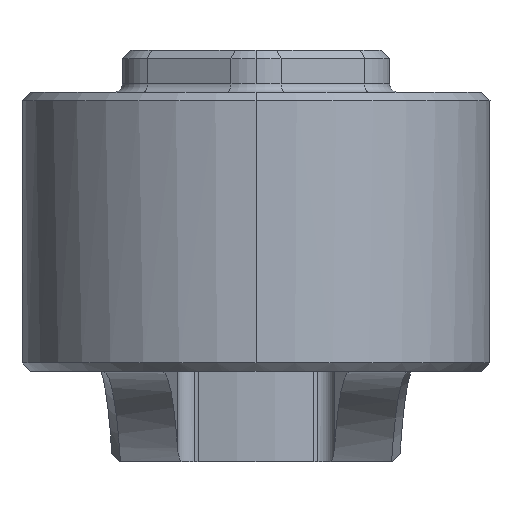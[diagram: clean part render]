
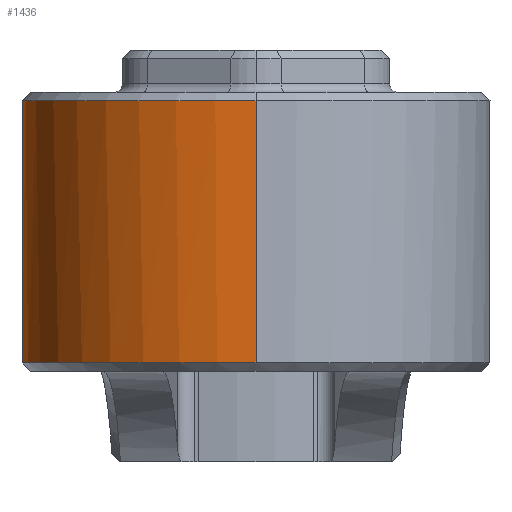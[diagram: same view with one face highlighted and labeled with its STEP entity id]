
A CAD part, left-side view. The second image highlights one B-rep face of the part: STEP entity #1436.
In plain terms, the highlighted cylindrical face has radius 14 mm (diameter 28 mm), a partial arc.
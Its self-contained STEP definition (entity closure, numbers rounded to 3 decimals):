
#180 = VERTEX_POINT ( 'NONE', #5065 ) ;
#510 = CIRCLE ( 'NONE', #3986, 14. ) ;
#554 = ORIENTED_EDGE ( 'NONE', *, *, #2142, .T. ) ;
#771 = CYLINDRICAL_SURFACE ( 'NONE', #2685, 14. ) ;
#831 = DIRECTION ( 'NONE',  ( 0., 0., -1. ) ) ;
#866 = LINE ( 'NONE', #897, #3644 ) ;
#897 = CARTESIAN_POINT ( 'NONE',  ( -14., 0., 9.2 ) ) ;
#952 = EDGE_LOOP ( 'NONE', ( #4979, #2178, #4732, #554, #3720, #1214 ) ) ;
#1214 = ORIENTED_EDGE ( 'NONE', *, *, #4924, .F. ) ;
#1369 = CARTESIAN_POINT ( 'NONE',  ( 0., 0., 11.2 ) ) ;
#1387 = AXIS2_PLACEMENT_3D ( 'NONE', #5418, #4950, #2901 ) ;
#1389 = CARTESIAN_POINT ( 'NONE',  ( -14., 0., 16.2 ) ) ;
#1399 = AXIS2_PLACEMENT_3D ( 'NONE', #2261, #3302, #4853 ) ;
#1436 = ADVANCED_FACE ( 'NONE', ( #4783 ), #771, .T. ) ;
#1475 = CARTESIAN_POINT ( 'NONE',  ( 1.508, 13.919, 11.2 ) ) ;
#1497 = DIRECTION ( 'NONE',  ( 0., 0., -1. ) ) ;
#1779 = VERTEX_POINT ( 'NONE', #2911 ) ;
#1885 = CARTESIAN_POINT ( 'NONE',  ( 14., 0., 11.2 ) ) ;
#1981 = DIRECTION ( 'NONE',  ( 0., 0., 1. ) ) ;
#1997 = EDGE_CURVE ( 'NONE', #3043, #4265, #4833, .T. ) ;
#2142 = EDGE_CURVE ( 'NONE', #3688, #180, #3881, .T. ) ;
#2156 = VERTEX_POINT ( 'NONE', #1885 ) ;
#2175 = EDGE_CURVE ( 'NONE', #180, #1779, #2247, .T. ) ;
#2178 = ORIENTED_EDGE ( 'NONE', *, *, #2624, .T. ) ;
#2247 = CIRCLE ( 'NONE', #1387, 14. ) ;
#2261 = CARTESIAN_POINT ( 'NONE',  ( 0., 0., 16.2 ) ) ;
#2624 = EDGE_CURVE ( 'NONE', #4265, #2156, #5543, .T. ) ;
#2685 = AXIS2_PLACEMENT_3D ( 'NONE', #4882, #4317, #5352 ) ;
#2901 = DIRECTION ( 'NONE',  ( 1., 0., 0. ) ) ;
#2911 = CARTESIAN_POINT ( 'NONE',  ( -14., 0., 0.5 ) ) ;
#3043 = VERTEX_POINT ( 'NONE', #1389 ) ;
#3302 = DIRECTION ( 'NONE',  ( 0., 0., -1. ) ) ;
#3375 = CARTESIAN_POINT ( 'NONE',  ( 1.508, 13.919, 9.2 ) ) ;
#3505 = DIRECTION ( 'NONE',  ( 1., 0., 0. ) ) ;
#3527 = DIRECTION ( 'NONE',  ( 0., 0., -1. ) ) ;
#3644 = VECTOR ( 'NONE', #3527, 1000. ) ;
#3688 = VERTEX_POINT ( 'NONE', #1475 ) ;
#3720 = ORIENTED_EDGE ( 'NONE', *, *, #2175, .T. ) ;
#3881 = LINE ( 'NONE', #3375, #6659 ) ;
#3986 = AXIS2_PLACEMENT_3D ( 'NONE', #1369, #1981, #3505 ) ;
#4265 = VERTEX_POINT ( 'NONE', #5235 ) ;
#4317 = DIRECTION ( 'NONE',  ( 0., 0., -1. ) ) ;
#4523 = VECTOR ( 'NONE', #1497, 1000. ) ;
#4732 = ORIENTED_EDGE ( 'NONE', *, *, #5958, .T. ) ;
#4783 = FACE_OUTER_BOUND ( 'NONE', #952, .T. ) ;
#4833 = CIRCLE ( 'NONE', #1399, 14. ) ;
#4853 = DIRECTION ( 'NONE',  ( 1., 0., 0. ) ) ;
#4882 = CARTESIAN_POINT ( 'NONE',  ( 0., 0., 9.2 ) ) ;
#4924 = EDGE_CURVE ( 'NONE', #3043, #1779, #866, .T. ) ;
#4950 = DIRECTION ( 'NONE',  ( 0., 0., 1. ) ) ;
#4979 = ORIENTED_EDGE ( 'NONE', *, *, #1997, .T. ) ;
#4998 = CARTESIAN_POINT ( 'NONE',  ( 14., 0., 9.2 ) ) ;
#5065 = CARTESIAN_POINT ( 'NONE',  ( 1.508, 13.919, 0.5 ) ) ;
#5235 = CARTESIAN_POINT ( 'NONE',  ( 14., 0., 16.2 ) ) ;
#5352 = DIRECTION ( 'NONE',  ( -1., 0., 0. ) ) ;
#5418 = CARTESIAN_POINT ( 'NONE',  ( 0., 0., 0.5 ) ) ;
#5543 = LINE ( 'NONE', #4998, #4523 ) ;
#5958 = EDGE_CURVE ( 'NONE', #2156, #3688, #510, .T. ) ;
#6659 = VECTOR ( 'NONE', #831, 1000. ) ;
